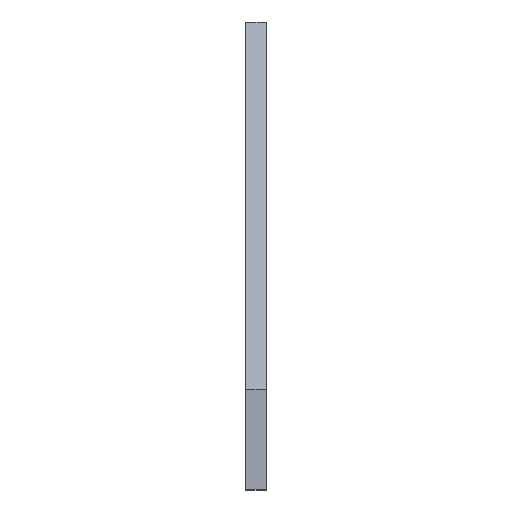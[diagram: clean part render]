
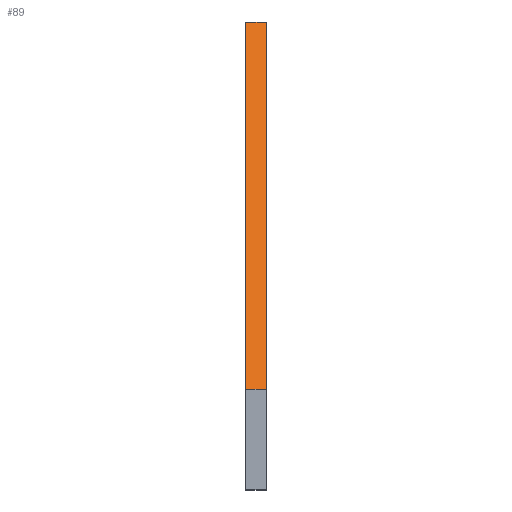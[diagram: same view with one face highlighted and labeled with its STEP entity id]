
A CAD part, top view. The second image highlights one B-rep face of the part: STEP entity #89.
In plain terms, the highlighted planar face has unit normal (0, 0.707, 0.707).
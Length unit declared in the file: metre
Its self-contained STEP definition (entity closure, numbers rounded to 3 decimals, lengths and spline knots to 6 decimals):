
#89 = ADVANCED_FACE( 'NONE', ( #203 ), #204, .T. );
#203 = FACE_OUTER_BOUND( '', #330, .T. );
#204 = PLANE( '', #331 );
#330 = EDGE_LOOP( '', ( #519, #520, #521, #522 ) );
#331 = AXIS2_PLACEMENT_3D( '', #523, #524, #525 );
#519 = ORIENTED_EDGE( '', *, *, #642, .F. );
#520 = ORIENTED_EDGE( '', *, *, #578, .T. );
#521 = ORIENTED_EDGE( '', *, *, #624, .F. );
#522 = ORIENTED_EDGE( '', *, *, #634, .F. );
#523 = CARTESIAN_POINT( '', ( -0.086225, 0.044, -0.0455 ) );
#524 = DIRECTION( '', ( 0., 0.707, 0.707 ) );
#525 = DIRECTION( '', ( 1., 0., 0. ) );
#578 = EDGE_CURVE( 'NONE', #657, #661, #663, .T. );
#624 = EDGE_CURVE( 'NONE', #735, #661, #736, .T. );
#634 = EDGE_CURVE( 'NONE', #751, #735, #753, .T. );
#642 = EDGE_CURVE( 'NONE', #657, #751, #764, .T. );
#657 = VERTEX_POINT( 'NONE', #782 );
#661 = VERTEX_POINT( 'NONE', #788 );
#663 = LINE( '', #791, #792 );
#735 = VERTEX_POINT( 'NONE', #879 );
#736 = LINE( '', #880, #881 );
#751 = VERTEX_POINT( 'NONE', #897 );
#753 = LINE( '', #900, #901 );
#764 = LINE( '', #912, #913 );
#782 = CARTESIAN_POINT( '', ( -0.0215, 0.044, -0.0455 ) );
#788 = CARTESIAN_POINT( '', ( -0.024, 0.044, -0.0455 ) );
#791 = CARTESIAN_POINT( '', ( 0.020261, 0.044, -0.0455 ) );
#792 = VECTOR( '', #933, 1. );
#879 = CARTESIAN_POINT( '', ( -0.024, 0., -0.0015 ) );
#880 = CARTESIAN_POINT( '', ( -0.024, 0.044, -0.0455 ) );
#881 = VECTOR( '', #997, 1. );
#897 = CARTESIAN_POINT( '', ( -0.0215, 0., -0.0015 ) );
#900 = CARTESIAN_POINT( '', ( 0.020261, 0., -0.0015 ) );
#901 = VECTOR( '', #1018, 1. );
#912 = CARTESIAN_POINT( '', ( -0.0215, 0.044, -0.0455 ) );
#913 = VECTOR( '', #1028, 1. );
#933 = DIRECTION( '', ( -1., 0., 0. ) );
#997 = DIRECTION( '', ( 0., 0.707, -0.707 ) );
#1018 = DIRECTION( '', ( -1., 0., 0. ) );
#1028 = DIRECTION( '', ( 0., -0.707, 0.707 ) );
